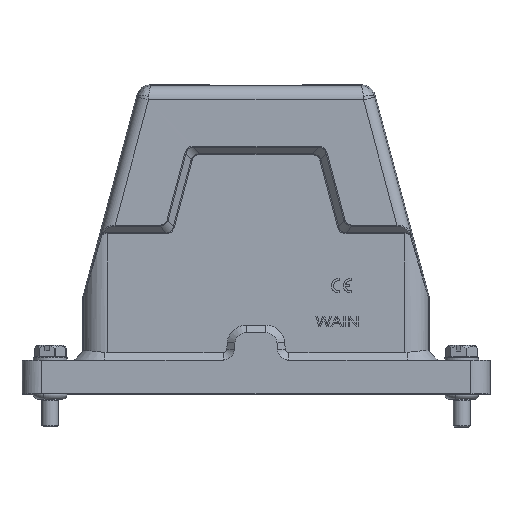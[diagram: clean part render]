
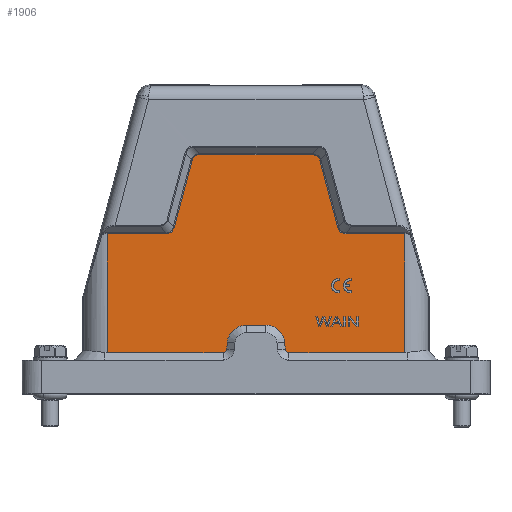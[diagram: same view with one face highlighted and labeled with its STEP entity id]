
A CAD part, top view. The second image highlights one B-rep face of the part: STEP entity #1906.
In plain terms, the highlighted planar face has unit normal (0, 0, 1).
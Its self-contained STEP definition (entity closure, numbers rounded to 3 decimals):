
#733=B_SPLINE_CURVE_WITH_KNOTS('',3,(#17617,#17618,#17619,#17620,#17621,
#17622),.UNSPECIFIED.,.F.,.F.,(4,2,4),(0.,0.5,1.),.UNSPECIFIED.);
#736=B_SPLINE_CURVE_WITH_KNOTS('',3,(#17636,#17637,#17638,#17639,#17640,
#17641),.UNSPECIFIED.,.F.,.F.,(4,2,4),(0.,0.5,1.),.UNSPECIFIED.);
#739=B_SPLINE_CURVE_WITH_KNOTS('',3,(#17655,#17656,#17657,#17658,#17659,
#17660),.UNSPECIFIED.,.F.,.F.,(4,2,4),(0.,0.5,1.),.UNSPECIFIED.);
#742=B_SPLINE_CURVE_WITH_KNOTS('',3,(#17674,#17675,#17676,#17677,#17678,
#17679),.UNSPECIFIED.,.F.,.F.,(4,2,4),(0.,0.5,1.),.UNSPECIFIED.);
#764=B_SPLINE_CURVE_WITH_KNOTS('',3,(#17890,#17891,#17892,#17893),
 .UNSPECIFIED.,.F.,.F.,(4,4),(0.,1.),.UNSPECIFIED.);
#769=B_SPLINE_CURVE_WITH_KNOTS('',3,(#17931,#17932,#17933,#17934),
 .UNSPECIFIED.,.F.,.F.,(4,4),(0.,1.),.UNSPECIFIED.);
#770=B_SPLINE_CURVE_WITH_KNOTS('',3,(#17936,#17937,#17938,#17939),
 .UNSPECIFIED.,.F.,.F.,(4,4),(0.,1.),.UNSPECIFIED.);
#771=B_SPLINE_CURVE_WITH_KNOTS('',3,(#17943,#17944,#17945,#17946,#17947,
#17948),.UNSPECIFIED.,.F.,.F.,(4,2,4),(0.,0.5,1.),.UNSPECIFIED.);
#772=B_SPLINE_CURVE_WITH_KNOTS('',3,(#17952,#17953,#17954,#17955,#17956,
#17957),.UNSPECIFIED.,.F.,.F.,(4,2,4),(0.,0.5,1.),.UNSPECIFIED.);
#773=B_SPLINE_CURVE_WITH_KNOTS('',3,(#17961,#17962,#17963,#17964),
 .UNSPECIFIED.,.F.,.F.,(4,4),(0.,1.),.UNSPECIFIED.);
#774=B_SPLINE_CURVE_WITH_KNOTS('',3,(#17966,#17967,#17968,#17969),
 .UNSPECIFIED.,.F.,.F.,(4,4),(0.,1.),.UNSPECIFIED.);
#1906=ADVANCED_FACE('NONE',(#2764),#2385,.T.);
#2385=PLANE('',#10962);
#2764=FACE_OUTER_BOUND('',#3372,.T.);
#3372=EDGE_LOOP('',(#5123,#5124,#5125,#5126,#5127,#5128,#5129,#5130,#5131,
#5132,#5133,#5134,#5135,#5136,#5137,#5138,#5139,#5140,#5141,#5142));
#5123=ORIENTED_EDGE('',*,*,#8633,.F.);
#5124=ORIENTED_EDGE('',*,*,#8634,.T.);
#5125=ORIENTED_EDGE('',*,*,#8635,.F.);
#5126=ORIENTED_EDGE('',*,*,#8636,.F.);
#5127=ORIENTED_EDGE('',*,*,#8637,.F.);
#5128=ORIENTED_EDGE('',*,*,#8638,.F.);
#5129=ORIENTED_EDGE('',*,*,#8639,.F.);
#5130=ORIENTED_EDGE('',*,*,#8640,.T.);
#5131=ORIENTED_EDGE('',*,*,#8641,.F.);
#5132=ORIENTED_EDGE('',*,*,#8624,.T.);
#5133=ORIENTED_EDGE('',*,*,#8574,.T.);
#5134=ORIENTED_EDGE('',*,*,#8576,.T.);
#5135=ORIENTED_EDGE('',*,*,#8578,.T.);
#5136=ORIENTED_EDGE('',*,*,#8580,.T.);
#5137=ORIENTED_EDGE('',*,*,#8582,.T.);
#5138=ORIENTED_EDGE('',*,*,#8584,.T.);
#5139=ORIENTED_EDGE('',*,*,#8586,.T.);
#5140=ORIENTED_EDGE('',*,*,#8588,.T.);
#5141=ORIENTED_EDGE('',*,*,#8589,.T.);
#5142=ORIENTED_EDGE('',*,*,#8597,.T.);
#7310=VERTEX_POINT('',#17039);
#7326=VERTEX_POINT('',#17453);
#7331=VERTEX_POINT('',#17609);
#7332=VERTEX_POINT('',#17616);
#7333=VERTEX_POINT('',#17628);
#7334=VERTEX_POINT('',#17635);
#7335=VERTEX_POINT('',#17647);
#7336=VERTEX_POINT('',#17654);
#7337=VERTEX_POINT('',#17666);
#7338=VERTEX_POINT('',#17673);
#7344=VERTEX_POINT('',#17711);
#7356=VERTEX_POINT('',#17867);
#7365=VERTEX_POINT('',#17935);
#7366=VERTEX_POINT('',#17940);
#7367=VERTEX_POINT('',#17942);
#7368=VERTEX_POINT('',#17949);
#7369=VERTEX_POINT('',#17951);
#7370=VERTEX_POINT('',#17958);
#7371=VERTEX_POINT('',#17960);
#7372=VERTEX_POINT('',#17965);
#8574=EDGE_CURVE('NONE',#7326,#7331,#9707,.T.);
#8576=EDGE_CURVE('NONE',#7331,#7332,#733,.T.);
#8578=EDGE_CURVE('NONE',#7332,#7333,#9708,.T.);
#8580=EDGE_CURVE('NONE',#7333,#7334,#736,.T.);
#8582=EDGE_CURVE('NONE',#7334,#7335,#9709,.T.);
#8584=EDGE_CURVE('NONE',#7335,#7336,#739,.T.);
#8586=EDGE_CURVE('NONE',#7336,#7337,#9710,.T.);
#8588=EDGE_CURVE('NONE',#7337,#7338,#742,.T.);
#8589=EDGE_CURVE('NONE',#7338,#7310,#9711,.T.);
#8597=EDGE_CURVE('NONE',#7310,#7344,#9717,.T.);
#8624=EDGE_CURVE('NONE',#7356,#7326,#764,.T.);
#8633=EDGE_CURVE('NONE',#7365,#7344,#769,.T.);
#8634=EDGE_CURVE('NONE',#7365,#7366,#770,.T.);
#8635=EDGE_CURVE('NONE',#7367,#7366,#9729,.T.);
#8636=EDGE_CURVE('NONE',#7368,#7367,#771,.T.);
#8637=EDGE_CURVE('NONE',#7369,#7368,#9730,.T.);
#8638=EDGE_CURVE('NONE',#7370,#7369,#772,.T.);
#8639=EDGE_CURVE('NONE',#7371,#7370,#9731,.T.);
#8640=EDGE_CURVE('NONE',#7371,#7372,#773,.T.);
#8641=EDGE_CURVE('NONE',#7356,#7372,#774,.T.);
#9707=LINE('',#17610,#10305);
#9708=LINE('',#17629,#10306);
#9709=LINE('',#17648,#10307);
#9710=LINE('',#17667,#10308);
#9711=LINE('',#17681,#10309);
#9717=LINE('',#17712,#10315);
#9729=LINE('',#17941,#10327);
#9730=LINE('',#17950,#10328);
#9731=LINE('',#17959,#10329);
#10305=VECTOR('',#12212,1.);
#10306=VECTOR('',#12217,1.);
#10307=VECTOR('',#12222,1.);
#10308=VECTOR('',#12227,1.);
#10309=VECTOR('',#12232,1.);
#10315=VECTOR('',#12244,1.);
#10327=VECTOR('',#12286,1.);
#10328=VECTOR('',#12287,1.);
#10329=VECTOR('',#12288,1.);
#10962=AXIS2_PLACEMENT_3D('',#17970,#12289,#12290);
#12212=DIRECTION('',(-1.,0.,0.));
#12217=DIRECTION('',(-0.259,0.966,0.));
#12222=DIRECTION('',(-1.,0.,0.));
#12227=DIRECTION('',(-0.259,-0.966,0.));
#12232=DIRECTION('',(-1.,0.,0.));
#12244=DIRECTION('',(0.,-1.,0.));
#12286=DIRECTION('',(-0.087,-0.996,0.));
#12287=DIRECTION('',(-1.,0.,0.));
#12288=DIRECTION('',(-0.087,0.996,0.));
#12289=DIRECTION('',(0.,0.,1.));
#12290=DIRECTION('',(1.,0.,0.));
#17039=CARTESIAN_POINT('',(-52.688,57.093,26.3));
#17453=CARTESIAN_POINT('',(52.688,57.093,26.3));
#17609=CARTESIAN_POINT('',(32.082,57.093,26.3));
#17610=CARTESIAN_POINT('',(0.,57.093,26.3));
#17616=CARTESIAN_POINT('',(29.009,59.451,26.3));
#17617=CARTESIAN_POINT('',(32.082,57.093,26.3));
#17618=CARTESIAN_POINT('',(31.373,57.084,26.3));
#17619=CARTESIAN_POINT('',(30.658,57.297,26.3));
#17620=CARTESIAN_POINT('',(29.574,58.128,26.3));
#17621=CARTESIAN_POINT('',(29.184,58.762,26.3));
#17622=CARTESIAN_POINT('',(29.009,59.451,26.3));
#17628=CARTESIAN_POINT('',(22.63,83.259,26.3));
#17629=CARTESIAN_POINT('',(29.009,59.451,26.3));
#17635=CARTESIAN_POINT('',(20.239,85.093,26.3));
#17636=CARTESIAN_POINT('',(22.63,83.259,26.3));
#17637=CARTESIAN_POINT('',(22.494,83.793,26.3));
#17638=CARTESIAN_POINT('',(22.189,84.288,26.3));
#17639=CARTESIAN_POINT('',(21.347,84.934,26.3));
#17640=CARTESIAN_POINT('',(20.792,85.1,26.3));
#17641=CARTESIAN_POINT('',(20.239,85.093,26.3));
#17647=CARTESIAN_POINT('',(-20.239,85.093,26.3));
#17648=CARTESIAN_POINT('',(0.,85.093,26.3));
#17654=CARTESIAN_POINT('',(-22.63,83.259,26.3));
#17655=CARTESIAN_POINT('',(-20.239,85.093,26.3));
#17656=CARTESIAN_POINT('',(-20.79,85.1,26.3));
#17657=CARTESIAN_POINT('',(-21.347,84.934,26.3));
#17658=CARTESIAN_POINT('',(-22.189,84.288,26.3));
#17659=CARTESIAN_POINT('',(-22.493,83.794,26.3));
#17660=CARTESIAN_POINT('',(-22.63,83.259,26.3));
#17666=CARTESIAN_POINT('',(-29.009,59.451,26.3));
#17667=CARTESIAN_POINT('',(-22.63,83.259,26.3));
#17673=CARTESIAN_POINT('',(-32.082,57.093,26.3));
#17674=CARTESIAN_POINT('',(-29.009,59.451,26.3));
#17675=CARTESIAN_POINT('',(-29.183,58.764,26.3));
#17676=CARTESIAN_POINT('',(-29.575,58.128,26.3));
#17677=CARTESIAN_POINT('',(-30.658,57.297,26.3));
#17678=CARTESIAN_POINT('',(-31.372,57.083,26.3));
#17679=CARTESIAN_POINT('',(-32.082,57.093,26.3));
#17681=CARTESIAN_POINT('',(0.,57.093,26.3));
#17711=CARTESIAN_POINT('',(-52.688,15.,26.3));
#17712=CARTESIAN_POINT('',(-52.688,57.093,26.3));
#17867=CARTESIAN_POINT('',(52.688,15.,26.3));
#17890=CARTESIAN_POINT('',(52.688,15.,26.3));
#17891=CARTESIAN_POINT('',(52.688,29.031,26.3));
#17892=CARTESIAN_POINT('',(52.688,43.062,26.3));
#17893=CARTESIAN_POINT('',(52.688,57.093,26.3));
#17931=CARTESIAN_POINT('',(-11.665,15.,26.3));
#17932=CARTESIAN_POINT('',(-25.34,15.,26.3));
#17933=CARTESIAN_POINT('',(-39.014,15.,26.3));
#17934=CARTESIAN_POINT('',(-52.688,15.,26.3));
#17935=CARTESIAN_POINT('',(-11.665,15.,26.3));
#17936=CARTESIAN_POINT('',(-11.665,15.,26.3));
#17937=CARTESIAN_POINT('',(-11.01,15.003,26.3));
#17938=CARTESIAN_POINT('',(-10.43,15.531,26.3));
#17939=CARTESIAN_POINT('',(-10.37,16.187,26.3));
#17940=CARTESIAN_POINT('',(-10.37,16.187,26.3));
#17941=CARTESIAN_POINT('',(-10.161,18.584,26.3));
#17942=CARTESIAN_POINT('',(-10.161,18.584,26.3));
#17943=CARTESIAN_POINT('',(-3.486,24.7,26.3));
#17944=CARTESIAN_POINT('',(-5.143,24.7,26.3));
#17945=CARTESIAN_POINT('',(-6.791,24.059,26.3));
#17946=CARTESIAN_POINT('',(-9.234,21.821,26.3));
#17947=CARTESIAN_POINT('',(-10.016,20.234,26.3));
#17948=CARTESIAN_POINT('',(-10.161,18.584,26.3));
#17949=CARTESIAN_POINT('',(-3.486,24.7,26.3));
#17950=CARTESIAN_POINT('',(0.,24.7,26.3));
#17951=CARTESIAN_POINT('',(3.486,24.7,26.3));
#17952=CARTESIAN_POINT('',(10.161,18.584,26.3));
#17953=CARTESIAN_POINT('',(10.016,20.234,26.3));
#17954=CARTESIAN_POINT('',(9.234,21.821,26.3));
#17955=CARTESIAN_POINT('',(6.791,24.059,26.3));
#17956=CARTESIAN_POINT('',(5.143,24.7,26.3));
#17957=CARTESIAN_POINT('',(3.486,24.7,26.3));
#17958=CARTESIAN_POINT('',(10.161,18.584,26.3));
#17959=CARTESIAN_POINT('',(10.37,16.187,26.3));
#17960=CARTESIAN_POINT('',(10.37,16.187,26.3));
#17961=CARTESIAN_POINT('',(10.37,16.187,26.3));
#17962=CARTESIAN_POINT('',(10.43,15.534,26.3));
#17963=CARTESIAN_POINT('',(11.007,15.003,26.3));
#17964=CARTESIAN_POINT('',(11.665,15.,26.3));
#17965=CARTESIAN_POINT('',(11.665,15.,26.3));
#17966=CARTESIAN_POINT('',(52.688,15.,26.3));
#17967=CARTESIAN_POINT('',(39.014,15.,26.3));
#17968=CARTESIAN_POINT('',(25.34,15.,26.3));
#17969=CARTESIAN_POINT('',(11.665,15.,26.3));
#17970=CARTESIAN_POINT('',(0.,0.,26.3));
